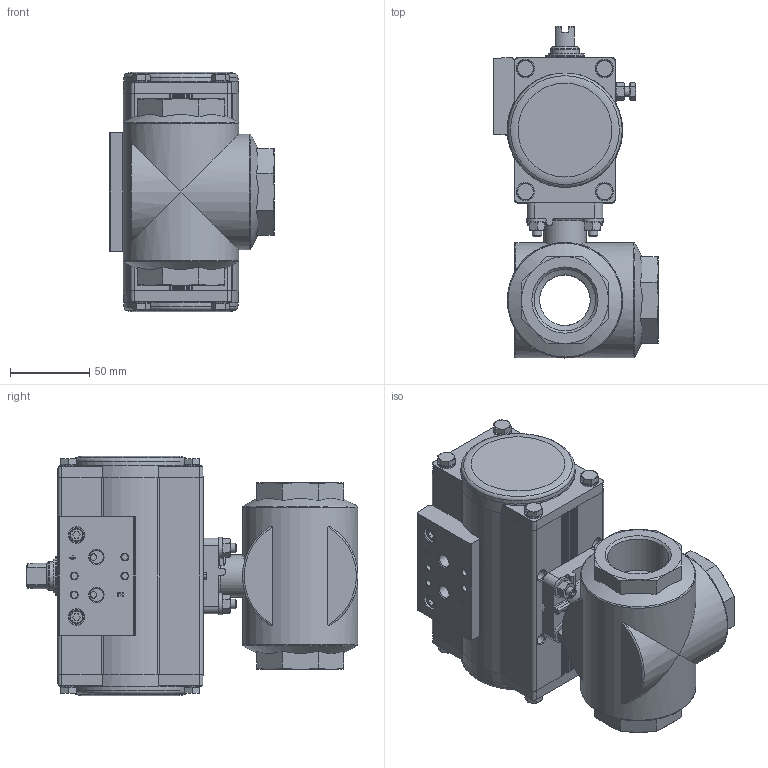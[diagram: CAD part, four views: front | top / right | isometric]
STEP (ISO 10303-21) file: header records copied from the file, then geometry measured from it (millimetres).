
FILE_DESCRIPTION(/* description */ ('STEP AP214'),/* implementation_level */ '2;1');
FILE_NAME(/* name */ '8070255_VZBM-A-11_4-RP-25-F-3L-B2-PA40',/* time_stamp */ '2024-09-18T03:20:56+02:00',/* author */ ('License CC BY-ND 4.0'),/* organization */ ('CADENAS'),/* preprocessor_version */ 'ST-DEVELOPER v19.3',/* originating_system */ 'PARTsolutions',/* authorisation */ ' ');
FILE_SCHEMA (('AUTOMOTIVE_DESIGN {1 0 10303 214 3 1 1}'));
Length unit declared in the file: millimetre
Products named in the file (11): 8070255 VZBM-A-11/4-RP-25-F-3L-B2-PA40; 4451863 VZBM-11/4-Rp-40-F-3L-F0405-B2B3; 8042186 DFPD-40-90-RD-F05-------(housing); 8042186 DFPD-40(F05_90)---(shaft); 3637777 SCHEIBE 6.2X12X1.5-1.4301; 3639214 DFPD-40; DIN 934 - M6(F); 8082120 DARQ-R-A-S14-S11-16; 8190047 NL-6-SP-SS; ISO-4026 M6x30; ISO 4032 - M6(F)
Assembly tree (22 placements, depth 2):
  8070255 VZBM-A-11/4-RP-25-F-3L-B2-PA40
    4451863 VZBM-11/4-Rp-40-F-3L-F0405-B2B3
    8042186 DFPD-40-90-RD-F05-------(housing)
    8042186 DFPD-40(F05_90)---(shaft)
    3637777 SCHEIBE 6.2X12X1.5-1.4301  x2
    3639214 DFPD-40  x2
    DIN 934 - M6(F)  x2
    8082120 DARQ-R-A-S14-S11-16
    8190047 NL-6-SP-SS  x4
    ISO-4026 M6x30  x4
    ISO 4032 - M6(F)  x4
Bounding box: 104 x 210 x 151.4 mm (x, y, z)
Volume: 1362226.7 mm3; surface area: 162614.1 mm2
Topology: 22 solids, 22 shells, 1069 faces, 2503 edges, 1533 vertices
Faces by surface type: plane 525, cone 294, cylinder 214, torus 34, sphere 2
Full cylindrical faces by diameter (mm): 2 x2, 3.242 x1, 4 x2, 4.134 x8, 4.917 x13, 6 x6, 6.2 x2, 6.5 x4, 6.647 x4, 8.5 x2, 8.566 x2, 9 x2, 10 x4, 11.5 x8, 12 x2, 13 x2, 13.5 x4, 18 x3, 19.3 x1, 19.5 x1, 21 x2, 25 x3, 26 x1, 26.5 x2, 27 x3, 30 x1, 32 x2, 35 x1, 38.952 x3, 73 x2
Entity records: 24996 total; most frequent: CARTESIAN_POINT 5396, DIRECTION 3971, ORIENTED_EDGE 3782, EDGE_CURVE 1891, AXIS2_PLACEMENT_3D 1578, VERTEX_POINT 1283, FACE_BOUND 1152, EDGE_LOOP 1136
